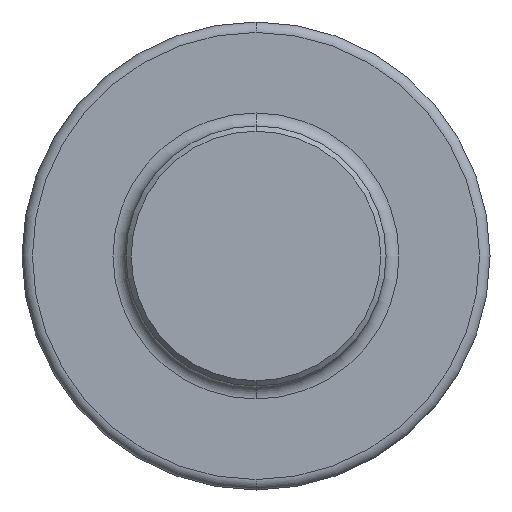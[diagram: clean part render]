
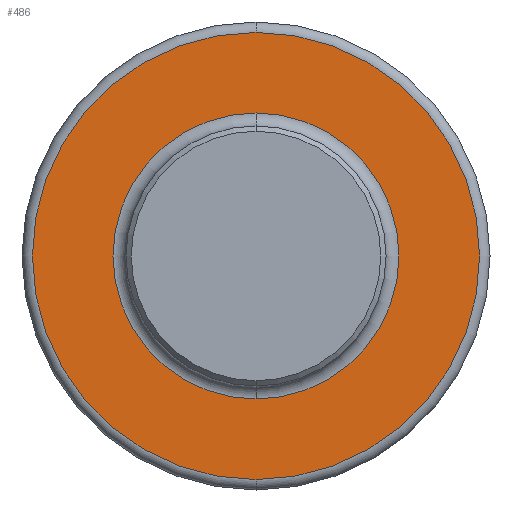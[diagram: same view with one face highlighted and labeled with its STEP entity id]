
A CAD part, front view. The second image highlights one B-rep face of the part: STEP entity #486.
In plain terms, the highlighted planar face has unit normal (0, -1, 0).
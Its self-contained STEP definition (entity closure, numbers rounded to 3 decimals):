
#4 = EDGE_CURVE ( 'NONE', #622, #388, #252, .T. ) ;
#11 = DIRECTION ( 'NONE',  ( 0., -1., 0. ) ) ;
#15 = DIRECTION ( 'NONE',  ( 0., 0., 1. ) ) ;
#27 = EDGE_CURVE ( 'NONE', #82, #510, #550, .T. ) ;
#30 = DIRECTION ( 'NONE',  ( 0., 1., 0. ) ) ;
#35 = DIRECTION ( 'NONE',  ( 0., 0., 1. ) ) ;
#49 = EDGE_LOOP ( 'NONE', ( #282, #417 ) ) ;
#82 = VERTEX_POINT ( 'NONE', #481 ) ;
#144 = CARTESIAN_POINT ( 'NONE',  ( 0., 0., 4.3 ) ) ;
#162 = DIRECTION ( 'NONE',  ( 0., 0., 1. ) ) ;
#183 = DIRECTION ( 'NONE',  ( 0., 0., 1. ) ) ;
#221 = CARTESIAN_POINT ( 'NONE',  ( 0., 0., 2.75 ) ) ;
#252 = CIRCLE ( 'NONE', #293, 2.75 ) ;
#255 = PLANE ( 'NONE',  #711 ) ;
#257 = CARTESIAN_POINT ( 'NONE',  ( 0., 0., 0. ) ) ;
#258 = DIRECTION ( 'NONE',  ( 0., 0., 1. ) ) ;
#265 = CARTESIAN_POINT ( 'NONE',  ( 0., 0., 0. ) ) ;
#279 = AXIS2_PLACEMENT_3D ( 'NONE', #407, #11, #15 ) ;
#282 = ORIENTED_EDGE ( 'NONE', *, *, #4, .T. ) ;
#291 = EDGE_LOOP ( 'NONE', ( #514, #465 ) ) ;
#293 = AXIS2_PLACEMENT_3D ( 'NONE', #346, #580, #183 ) ;
#302 = FACE_BOUND ( 'NONE', #49, .T. ) ;
#308 = CIRCLE ( 'NONE', #690, 4.3 ) ;
#312 = DIRECTION ( 'NONE',  ( 0., -1., 0. ) ) ;
#330 = CIRCLE ( 'NONE', #635, 2.75 ) ;
#346 = CARTESIAN_POINT ( 'NONE',  ( 0., 0., 0. ) ) ;
#388 = VERTEX_POINT ( 'NONE', #631 ) ;
#407 = CARTESIAN_POINT ( 'NONE',  ( 0., 0., 0. ) ) ;
#417 = ORIENTED_EDGE ( 'NONE', *, *, #662, .T. ) ;
#465 = ORIENTED_EDGE ( 'NONE', *, *, #27, .T. ) ;
#481 = CARTESIAN_POINT ( 'NONE',  ( 0., 0., -4.3 ) ) ;
#483 = EDGE_CURVE ( 'NONE', #510, #82, #308, .T. ) ;
#484 = FACE_OUTER_BOUND ( 'NONE', #291, .T. ) ;
#486 = ADVANCED_FACE ( 'NONE', ( #302, #484 ), #255, .F. ) ;
#488 = DIRECTION ( 'NONE',  ( 0., 1., 0. ) ) ;
#510 = VERTEX_POINT ( 'NONE', #144 ) ;
#514 = ORIENTED_EDGE ( 'NONE', *, *, #483, .T. ) ;
#550 = CIRCLE ( 'NONE', #279, 4.3 ) ;
#580 = DIRECTION ( 'NONE',  ( 0., 1., 0. ) ) ;
#622 = VERTEX_POINT ( 'NONE', #221 ) ;
#631 = CARTESIAN_POINT ( 'NONE',  ( 0., 0., -2.75 ) ) ;
#635 = AXIS2_PLACEMENT_3D ( 'NONE', #265, #488, #162 ) ;
#642 = CARTESIAN_POINT ( 'NONE',  ( 0., 0., 0. ) ) ;
#662 = EDGE_CURVE ( 'NONE', #388, #622, #330, .T. ) ;
#690 = AXIS2_PLACEMENT_3D ( 'NONE', #257, #312, #35 ) ;
#711 = AXIS2_PLACEMENT_3D ( 'NONE', #642, #30, #258 ) ;
